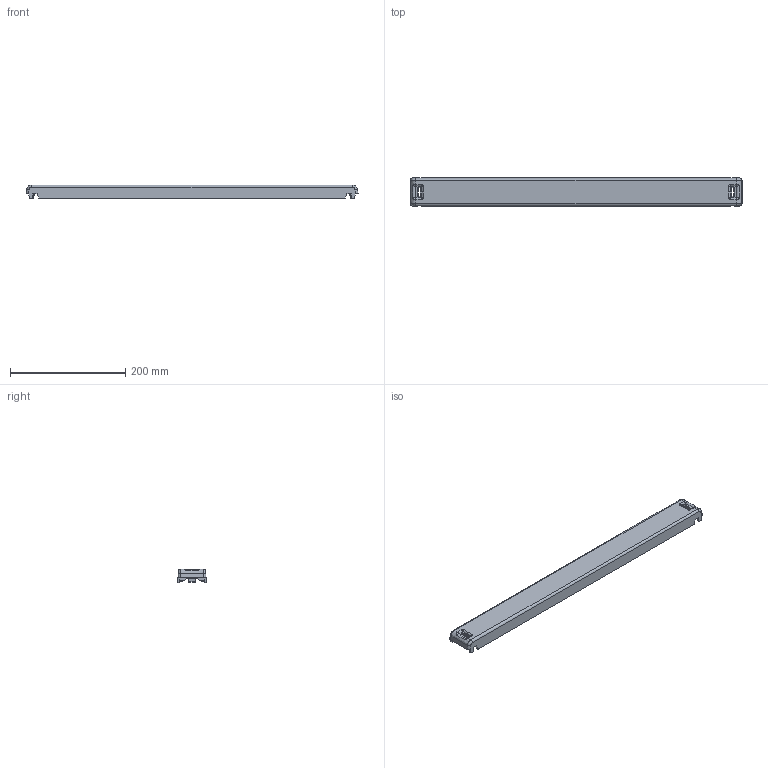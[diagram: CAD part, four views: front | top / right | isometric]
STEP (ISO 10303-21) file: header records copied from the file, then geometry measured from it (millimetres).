
FILE_DESCRIPTION((''),'2;1');
FILE_NAME('Tapa_GE_50.stp','2017-10-25T10:09:35',('User'),( 'SDRC'),'I-DEAS Master Series','UNIX','Yes');
FILE_SCHEMA(('CONFIG_CONTROL_DESIGN', 'GEOMETRIC_VALIDATION_PROPERTIES_MIM','SHAPE_APPEARANCE_LAYER_MIM'));
Length unit declared in the file: millimetre
Bounding box: 576.22 x 49.25 x 24 mm (x, y, z)
Volume: 151705.5 mm3; surface area: 111576.1 mm2
Topology: 1 solids, 1 shells, 426 faces, 1116 edges, 680 vertices
Faces by surface type: bspline 426
Entity records: 14258 total; most frequent: CARTESIAN_POINT 7865, ORIENTED_EDGE 2208, EDGE_CURVE 1104, B_SPLINE_CURVE_WITH_KNOTS 846, VERTEX_POINT 680, EDGE_LOOP 430, FACE_OUTER_BOUND 426, ADVANCED_FACE 426
